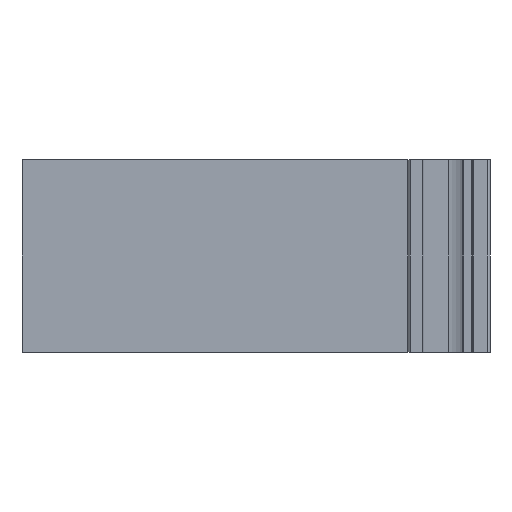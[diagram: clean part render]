
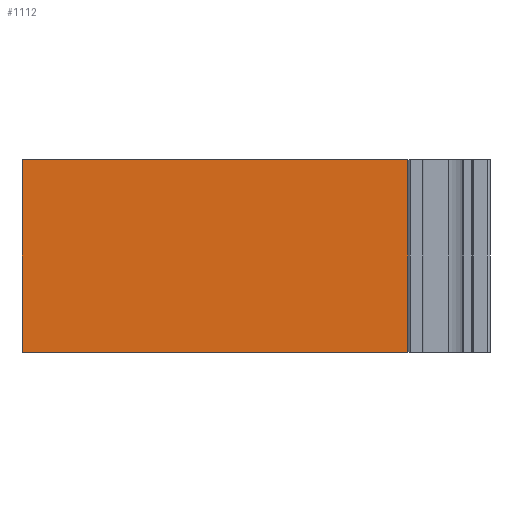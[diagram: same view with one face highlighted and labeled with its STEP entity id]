
A CAD part, left-side view. The second image highlights one B-rep face of the part: STEP entity #1112.
In plain terms, the highlighted planar face has unit normal (-1, 0, 0).
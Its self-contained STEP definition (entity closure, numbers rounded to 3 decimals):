
#408=ORIENTED_EDGE('',*,*,#575,.F.);
#409=ORIENTED_EDGE('',*,*,#577,.F.);
#410=ORIENTED_EDGE('',*,*,#570,.T.);
#411=ORIENTED_EDGE('',*,*,#561,.T.);
#561=EDGE_CURVE('',#676,#677,#785,.T.);
#570=EDGE_CURVE('',#682,#676,#792,.T.);
#575=EDGE_CURVE('',#685,#677,#797,.T.);
#577=EDGE_CURVE('',#682,#685,#799,.T.);
#676=VERTEX_POINT('',#1849);
#677=VERTEX_POINT('',#1850);
#682=VERTEX_POINT('',#1867);
#685=VERTEX_POINT('',#1875);
#785=LINE('',#1848,#899);
#792=LINE('',#1866,#906);
#797=LINE('',#1876,#911);
#799=LINE('',#1879,#913);
#899=VECTOR('',#1522,1000.);
#906=VECTOR('',#1539,1000.);
#911=VECTOR('',#1546,1000.);
#913=VECTOR('',#1550,1000.);
#968=EDGE_LOOP('',(#408,#409,#410,#411));
#1024=FACE_BOUND('',#968,.T.);
#1056=PLANE('',#1229);
#1112=ADVANCED_FACE('',(#1024),#1056,.T.);
#1229=AXIS2_PLACEMENT_3D('',#1880,#1551,#1552);
#1522=DIRECTION('',(0.,0.,1.));
#1539=DIRECTION('',(0.,-1.,0.));
#1546=DIRECTION('',(0.,-1.,0.));
#1550=DIRECTION('',(0.,0.,1.));
#1551=DIRECTION('',(-1.,0.,0.));
#1552=DIRECTION('',(0.,0.,1.));
#1848=CARTESIAN_POINT('',(-2.65,0.,-20.));
#1849=CARTESIAN_POINT('',(-2.65,0.,-20.));
#1850=CARTESIAN_POINT('',(-2.65,0.,0.));
#1866=CARTESIAN_POINT('',(-2.65,40.,-20.));
#1867=CARTESIAN_POINT('',(-2.65,40.,-20.));
#1875=CARTESIAN_POINT('',(-2.65,40.,0.));
#1876=CARTESIAN_POINT('',(-2.65,40.,0.));
#1879=CARTESIAN_POINT('',(-2.65,40.,-20.));
#1880=CARTESIAN_POINT('',(-2.65,40.,-20.));
